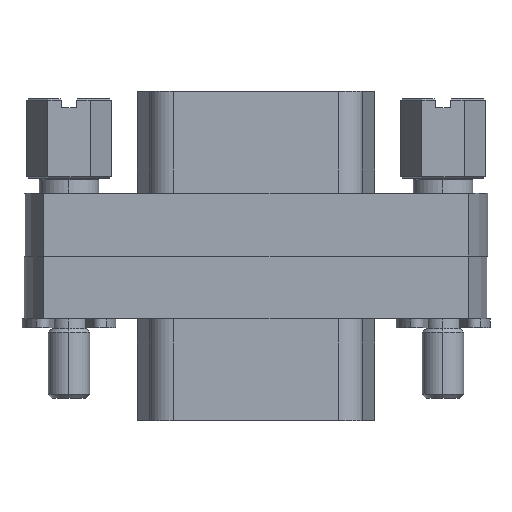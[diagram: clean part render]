
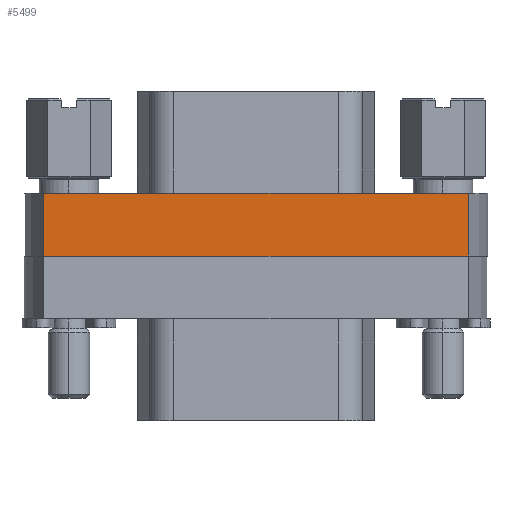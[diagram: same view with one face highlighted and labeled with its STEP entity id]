
A CAD part, front view. The second image highlights one B-rep face of the part: STEP entity #5499.
In plain terms, the highlighted planar face has unit normal (0, -1, 0).
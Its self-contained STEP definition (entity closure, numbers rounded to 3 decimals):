
#183 = EDGE_CURVE ( 'NONE', #1790, #4511, #1817, .T. ) ;
#191 = CARTESIAN_POINT ( 'NONE',  ( -14.184, -6.25, -4.2 ) ) ;
#396 = DIRECTION ( 'NONE',  ( 0., -1., 0. ) ) ;
#416 = CARTESIAN_POINT ( 'NONE',  ( -14.184, -6.25, 0. ) ) ;
#933 = VERTEX_POINT ( 'NONE', #6849 ) ;
#1423 = DIRECTION ( 'NONE',  ( 0., 0., 1. ) ) ;
#1659 = ORIENTED_EDGE ( 'NONE', *, *, #6253, .T. ) ;
#1665 = VECTOR ( 'NONE', #1423, 1000. ) ;
#1790 = VERTEX_POINT ( 'NONE', #8203 ) ;
#1817 = LINE ( 'NONE', #191, #5091 ) ;
#1995 = VECTOR ( 'NONE', #2782, 1000. ) ;
#2131 = CARTESIAN_POINT ( 'NONE',  ( 14.184, -6.25, -4.2 ) ) ;
#2198 = EDGE_LOOP ( 'NONE', ( #3332, #7953, #6169, #1659 ) ) ;
#2395 = CARTESIAN_POINT ( 'NONE',  ( 14.184, -6.25, 0. ) ) ;
#2683 = CARTESIAN_POINT ( 'NONE',  ( 14.184, -6.25, -4.2 ) ) ;
#2782 = DIRECTION ( 'NONE',  ( 1., 0., 0. ) ) ;
#3332 = ORIENTED_EDGE ( 'NONE', *, *, #3806, .F. ) ;
#3369 = LINE ( 'NONE', #2683, #1665 ) ;
#3374 = PLANE ( 'NONE',  #3559 ) ;
#3433 = CARTESIAN_POINT ( 'NONE',  ( 14.184, -6.25, 0. ) ) ;
#3559 = AXIS2_PLACEMENT_3D ( 'NONE', #4907, #396, #5068 ) ;
#3614 = VERTEX_POINT ( 'NONE', #2395 ) ;
#3806 = EDGE_CURVE ( 'NONE', #4511, #3614, #4970, .T. ) ;
#3832 = DIRECTION ( 'NONE',  ( 1., 0., 0. ) ) ;
#4511 = VERTEX_POINT ( 'NONE', #416 ) ;
#4881 = EDGE_CURVE ( 'NONE', #1790, #933, #6058, .T. ) ;
#4907 = CARTESIAN_POINT ( 'NONE',  ( 14.184, -6.25, -4.2 ) ) ;
#4970 = LINE ( 'NONE', #3433, #1995 ) ;
#5068 = DIRECTION ( 'NONE',  ( 1., 0., 0. ) ) ;
#5091 = VECTOR ( 'NONE', #5893, 1000. ) ;
#5499 = ADVANCED_FACE ( 'NONE', ( #7419 ), #3374, .T. ) ;
#5893 = DIRECTION ( 'NONE',  ( 0., 0., 1. ) ) ;
#6058 = LINE ( 'NONE', #2131, #7726 ) ;
#6169 = ORIENTED_EDGE ( 'NONE', *, *, #4881, .T. ) ;
#6253 = EDGE_CURVE ( 'NONE', #933, #3614, #3369, .T. ) ;
#6849 = CARTESIAN_POINT ( 'NONE',  ( 14.184, -6.25, -4.2 ) ) ;
#7419 = FACE_OUTER_BOUND ( 'NONE', #2198, .T. ) ;
#7726 = VECTOR ( 'NONE', #3832, 1000. ) ;
#7953 = ORIENTED_EDGE ( 'NONE', *, *, #183, .F. ) ;
#8203 = CARTESIAN_POINT ( 'NONE',  ( -14.184, -6.25, -4.2 ) ) ;
